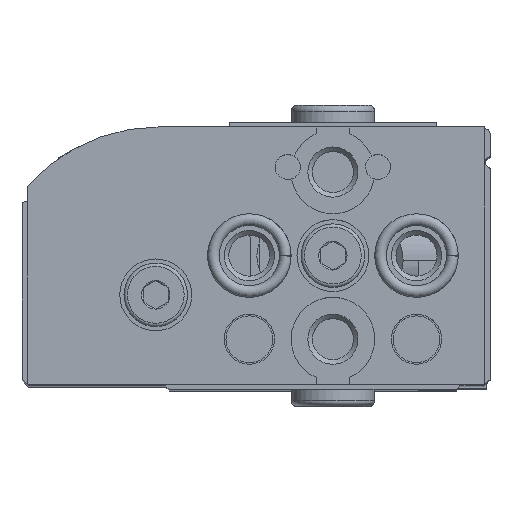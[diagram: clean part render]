
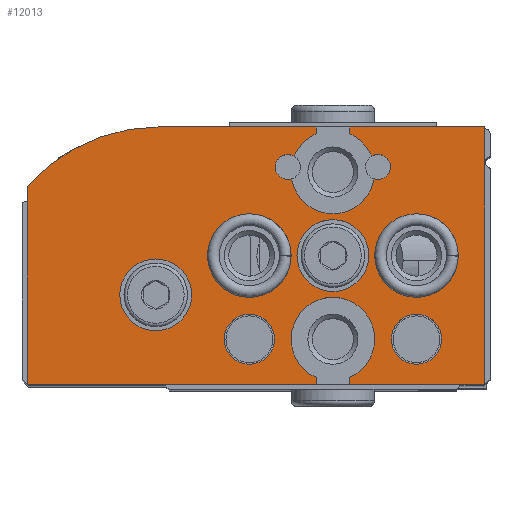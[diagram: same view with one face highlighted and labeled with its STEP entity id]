
A CAD part, top view. The second image highlights one B-rep face of the part: STEP entity #12013.
In plain terms, the highlighted face is planar.
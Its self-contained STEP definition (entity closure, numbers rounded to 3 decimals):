
#417=PLANE('',#13611);
#1246=LINE('',#20690,#2202);
#1247=LINE('',#20693,#2203);
#1248=LINE('',#20695,#2204);
#1249=LINE('',#20697,#2205);
#1250=LINE('',#20699,#2206);
#1251=LINE('',#20711,#2207);
#1252=LINE('',#20713,#2208);
#1253=LINE('',#20717,#2209);
#1254=LINE('',#20719,#2210);
#1255=LINE('',#20721,#2211);
#2202=VECTOR('',#16558,1000.);
#2203=VECTOR('',#16559,1000.);
#2204=VECTOR('',#16560,1000.);
#2205=VECTOR('',#16561,1000.);
#2206=VECTOR('',#16562,1000.);
#2207=VECTOR('',#16573,1000.);
#2208=VECTOR('',#16574,1000.);
#2209=VECTOR('',#16577,1000.);
#2210=VECTOR('',#16578,1000.);
#2211=VECTOR('',#16579,1000.);
#3128=CIRCLE('',#13612,2.15);
#3129=CIRCLE('',#13613,1.5);
#3130=CIRCLE('',#13614,1.5);
#3131=CIRCLE('',#13615,2.5);
#3132=CIRCLE('',#13616,2.15);
#3133=CIRCLE('',#13617,2.5);
#3134=CIRCLE('',#13618,2.5);
#3135=CIRCLE('',#13619,0.75);
#3136=CIRCLE('',#13620,2.5);
#3137=CIRCLE('',#13621,0.75);
#3138=CIRCLE('',#13622,2.5);
#3139=CIRCLE('',#13623,10.5);
#3140=CIRCLE('',#13624,2.5);
#5811=ORIENTED_EDGE('',*,*,#7931,.T.);
#5812=ORIENTED_EDGE('',*,*,#7932,.T.);
#5813=ORIENTED_EDGE('',*,*,#7933,.T.);
#5814=ORIENTED_EDGE('',*,*,#7934,.T.);
#5815=ORIENTED_EDGE('',*,*,#7935,.T.);
#5816=ORIENTED_EDGE('',*,*,#7936,.T.);
#5817=ORIENTED_EDGE('',*,*,#7937,.T.);
#5818=ORIENTED_EDGE('',*,*,#7938,.F.);
#5819=ORIENTED_EDGE('',*,*,#7939,.F.);
#5820=ORIENTED_EDGE('',*,*,#7940,.F.);
#5821=ORIENTED_EDGE('',*,*,#7941,.T.);
#5822=ORIENTED_EDGE('',*,*,#7942,.T.);
#5823=ORIENTED_EDGE('',*,*,#7943,.T.);
#5824=ORIENTED_EDGE('',*,*,#7944,.T.);
#5825=ORIENTED_EDGE('',*,*,#7945,.T.);
#5826=ORIENTED_EDGE('',*,*,#7946,.T.);
#5827=ORIENTED_EDGE('',*,*,#7947,.T.);
#5828=ORIENTED_EDGE('',*,*,#7948,.F.);
#5829=ORIENTED_EDGE('',*,*,#7949,.F.);
#5830=ORIENTED_EDGE('',*,*,#7950,.F.);
#5831=ORIENTED_EDGE('',*,*,#7951,.F.);
#5832=ORIENTED_EDGE('',*,*,#7952,.T.);
#5833=ORIENTED_EDGE('',*,*,#7953,.T.);
#7931=EDGE_CURVE('',#9224,#9224,#3128,.T.);
#7932=EDGE_CURVE('',#9225,#9225,#3129,.T.);
#7933=EDGE_CURVE('',#9226,#9226,#3130,.T.);
#7934=EDGE_CURVE('',#9227,#9227,#3131,.T.);
#7935=EDGE_CURVE('',#9228,#9228,#3132,.T.);
#7936=EDGE_CURVE('',#9229,#9229,#3133,.T.);
#7937=EDGE_CURVE('',#9230,#9231,#1246,.T.);
#7938=EDGE_CURVE('',#9232,#9231,#1247,.T.);
#7939=EDGE_CURVE('',#9233,#9232,#1248,.T.);
#7940=EDGE_CURVE('',#9234,#9233,#1249,.T.);
#7941=EDGE_CURVE('',#9234,#9235,#1250,.T.);
#7942=EDGE_CURVE('',#9235,#9236,#3134,.T.);
#7943=EDGE_CURVE('',#9236,#9237,#3135,.T.);
#7944=EDGE_CURVE('',#9237,#9238,#3136,.T.);
#7945=EDGE_CURVE('',#9238,#9239,#3137,.T.);
#7946=EDGE_CURVE('',#9239,#9240,#3138,.T.);
#7947=EDGE_CURVE('',#9240,#9241,#1251,.T.);
#7948=EDGE_CURVE('',#9242,#9241,#1252,.T.);
#7949=EDGE_CURVE('',#9243,#9242,#3139,.T.);
#7950=EDGE_CURVE('',#9244,#9243,#1253,.T.);
#7951=EDGE_CURVE('',#9245,#9244,#1254,.T.);
#7952=EDGE_CURVE('',#9245,#9246,#1255,.T.);
#7953=EDGE_CURVE('',#9246,#9230,#3140,.T.);
#9224=VERTEX_POINT('',#20679);
#9225=VERTEX_POINT('',#20681);
#9226=VERTEX_POINT('',#20683);
#9227=VERTEX_POINT('',#20685);
#9228=VERTEX_POINT('',#20687);
#9229=VERTEX_POINT('',#20689);
#9230=VERTEX_POINT('',#20691);
#9231=VERTEX_POINT('',#20692);
#9232=VERTEX_POINT('',#20694);
#9233=VERTEX_POINT('',#20696);
#9234=VERTEX_POINT('',#20698);
#9235=VERTEX_POINT('',#20700);
#9236=VERTEX_POINT('',#20702);
#9237=VERTEX_POINT('',#20704);
#9238=VERTEX_POINT('',#20706);
#9239=VERTEX_POINT('',#20708);
#9240=VERTEX_POINT('',#20710);
#9241=VERTEX_POINT('',#20712);
#9242=VERTEX_POINT('',#20714);
#9243=VERTEX_POINT('',#20716);
#9244=VERTEX_POINT('',#20718);
#9245=VERTEX_POINT('',#20720);
#9246=VERTEX_POINT('',#20722);
#10292=EDGE_LOOP('',(#5811));
#10293=EDGE_LOOP('',(#5812));
#10294=EDGE_LOOP('',(#5813));
#10295=EDGE_LOOP('',(#5814));
#10296=EDGE_LOOP('',(#5815));
#10297=EDGE_LOOP('',(#5816));
#10298=EDGE_LOOP('',(#5817,#5818,#5819,#5820,#5821,#5822,#5823,#5824,#5825,
#5826,#5827,#5828,#5829,#5830,#5831,#5832,#5833));
#11215=FACE_BOUND('',#10292,.T.);
#11216=FACE_BOUND('',#10293,.T.);
#11217=FACE_BOUND('',#10294,.T.);
#11218=FACE_BOUND('',#10295,.T.);
#11219=FACE_BOUND('',#10296,.T.);
#11220=FACE_BOUND('',#10297,.T.);
#11221=FACE_BOUND('',#10298,.T.);
#12013=ADVANCED_FACE('',(#11215,#11216,#11217,#11218,#11219,#11220,#11221),
#417,.F.);
#13611=AXIS2_PLACEMENT_3D('',#20677,#16544,#16545);
#13612=AXIS2_PLACEMENT_3D('',#20678,#16546,#16547);
#13613=AXIS2_PLACEMENT_3D('',#20680,#16548,#16549);
#13614=AXIS2_PLACEMENT_3D('',#20682,#16550,#16551);
#13615=AXIS2_PLACEMENT_3D('',#20684,#16552,#16553);
#13616=AXIS2_PLACEMENT_3D('',#20686,#16554,#16555);
#13617=AXIS2_PLACEMENT_3D('',#20688,#16556,#16557);
#13618=AXIS2_PLACEMENT_3D('',#20701,#16563,#16564);
#13619=AXIS2_PLACEMENT_3D('',#20703,#16565,#16566);
#13620=AXIS2_PLACEMENT_3D('',#20705,#16567,#16568);
#13621=AXIS2_PLACEMENT_3D('',#20707,#16569,#16570);
#13622=AXIS2_PLACEMENT_3D('',#20709,#16571,#16572);
#13623=AXIS2_PLACEMENT_3D('',#20715,#16575,#16576);
#13624=AXIS2_PLACEMENT_3D('',#20723,#16580,#16581);
#16544=DIRECTION('',(0.,0.,1.));
#16545=DIRECTION('',(1.,0.,0.));
#16546=DIRECTION('',(0.,0.,1.));
#16547=DIRECTION('',(1.,0.,0.));
#16548=DIRECTION('',(0.,0.,1.));
#16549=DIRECTION('',(1.,0.,0.));
#16550=DIRECTION('',(0.,0.,1.));
#16551=DIRECTION('',(1.,0.,0.));
#16552=DIRECTION('',(0.,0.,1.));
#16553=DIRECTION('',(1.,0.,0.));
#16554=DIRECTION('',(0.,0.,1.));
#16555=DIRECTION('',(1.,0.,0.));
#16556=DIRECTION('',(0.,0.,1.));
#16557=DIRECTION('',(1.,0.,0.));
#16558=DIRECTION('',(0.,-1.,0.));
#16559=DIRECTION('',(1.,0.,0.));
#16560=DIRECTION('',(0.,-1.,0.));
#16561=DIRECTION('',(-1.,0.,0.));
#16562=DIRECTION('',(0.,-1.,0.));
#16563=DIRECTION('',(0.,0.,1.));
#16564=DIRECTION('',(1.,0.,0.));
#16565=DIRECTION('',(0.,0.,1.));
#16566=DIRECTION('',(1.,0.,0.));
#16567=DIRECTION('',(0.,0.,1.));
#16568=DIRECTION('',(1.,0.,0.));
#16569=DIRECTION('',(0.,0.,1.));
#16570=DIRECTION('',(1.,0.,0.));
#16571=DIRECTION('',(0.,0.,1.));
#16572=DIRECTION('',(1.,0.,0.));
#16573=DIRECTION('',(0.,1.,0.));
#16574=DIRECTION('',(-1.,0.,0.));
#16575=DIRECTION('',(0.,0.,1.));
#16576=DIRECTION('',(1.,0.,0.));
#16577=DIRECTION('',(0.,1.,0.));
#16578=DIRECTION('',(1.,0.,0.));
#16579=DIRECTION('',(0.,1.,0.));
#16580=DIRECTION('',(0.,0.,1.));
#16581=DIRECTION('',(1.,0.,0.));
#20677=CARTESIAN_POINT('',(19.5,4.9,0.));
#20678=CARTESIAN_POINT('',(19.7,5.35,0.));
#20679=CARTESIAN_POINT('',(21.85,5.35,0.));
#20680=CARTESIAN_POINT('',(14.1,2.7,0.));
#20681=CARTESIAN_POINT('',(15.6,2.7,0.));
#20682=CARTESIAN_POINT('',(4.1,2.7,0.));
#20683=CARTESIAN_POINT('',(5.6,2.7,0.));
#20684=CARTESIAN_POINT('',(14.1,7.7,0.));
#20685=CARTESIAN_POINT('',(16.6,7.7,0.));
#20686=CARTESIAN_POINT('',(9.1,7.7,0.));
#20687=CARTESIAN_POINT('',(11.25,7.7,0.));
#20688=CARTESIAN_POINT('',(4.1,7.7,0.));
#20689=CARTESIAN_POINT('',(6.6,7.7,0.));
#20690=CARTESIAN_POINT('',(8.1,3.,0.));
#20691=CARTESIAN_POINT('',(8.1,0.409,0.));
#20692=CARTESIAN_POINT('',(8.1,0.,0.));
#20693=CARTESIAN_POINT('',(0.,0.,0.));
#20694=CARTESIAN_POINT('',(0.,0.,0.));
#20695=CARTESIAN_POINT('',(0.,15.4,0.));
#20696=CARTESIAN_POINT('',(0.,15.4,0.));
#20697=CARTESIAN_POINT('',(19.5,15.4,0.));
#20698=CARTESIAN_POINT('',(8.1,15.4,0.));
#20699=CARTESIAN_POINT('',(8.1,15.4,0.));
#20700=CARTESIAN_POINT('',(8.1,14.991,0.));
#20701=CARTESIAN_POINT('',(9.1,12.7,0.));
#20702=CARTESIAN_POINT('',(6.785,13.644,0.));
#20703=CARTESIAN_POINT('',(6.4,13.,0.));
#20704=CARTESIAN_POINT('',(6.634,12.288,0.));
#20705=CARTESIAN_POINT('',(9.1,12.7,0.));
#20706=CARTESIAN_POINT('',(11.566,12.288,0.));
#20707=CARTESIAN_POINT('',(11.8,13.,0.));
#20708=CARTESIAN_POINT('',(11.415,13.644,0.));
#20709=CARTESIAN_POINT('',(9.1,12.7,0.));
#20710=CARTESIAN_POINT('',(10.1,14.991,0.));
#20711=CARTESIAN_POINT('',(10.1,12.4,0.));
#20712=CARTESIAN_POINT('',(10.1,15.4,0.));
#20713=CARTESIAN_POINT('',(19.5,15.4,0.));
#20714=CARTESIAN_POINT('',(19.5,15.4,0.));
#20715=CARTESIAN_POINT('',(19.5,4.9,0.));
#20716=CARTESIAN_POINT('',(27.4,11.817,0.));
#20717=CARTESIAN_POINT('',(27.4,0.,0.));
#20718=CARTESIAN_POINT('',(27.4,0.,0.));
#20719=CARTESIAN_POINT('',(0.,0.,0.));
#20720=CARTESIAN_POINT('',(10.1,0.,0.));
#20721=CARTESIAN_POINT('',(10.1,0.,0.));
#20722=CARTESIAN_POINT('',(10.1,0.409,0.));
#20723=CARTESIAN_POINT('',(9.1,2.7,0.));
